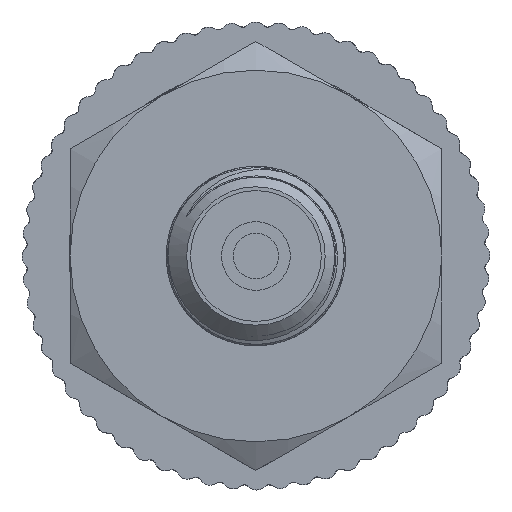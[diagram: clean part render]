
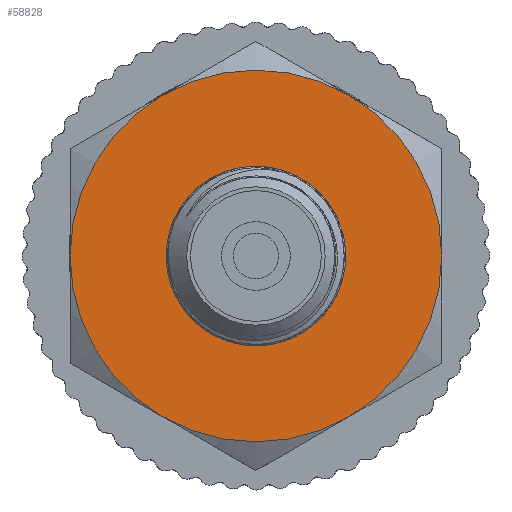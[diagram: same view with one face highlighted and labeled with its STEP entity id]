
A CAD part, left-side view. The second image highlights one B-rep face of the part: STEP entity #58828.
In plain terms, the highlighted face is planar.
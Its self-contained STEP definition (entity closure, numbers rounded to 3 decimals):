
#4988=FACE_BOUND('',#15267,.T.);
#7563=PLANE('',#66638);
#11349=FACE_OUTER_BOUND('',#15266,.T.);
#15266=EDGE_LOOP('',(#54684));
#15267=EDGE_LOOP('',(#54685));
#16064=CIRCLE('',#66637,13.5);
#16065=CIRCLE('',#66639,6.5);
#28108=VERTEX_POINT('',#150576);
#28109=VERTEX_POINT('',#150580);
#36971=EDGE_CURVE('',#28108,#28108,#16064,.T.);
#36973=EDGE_CURVE('',#28109,#28109,#16065,.T.);
#54684=ORIENTED_EDGE('',*,*,#36971,.T.);
#54685=ORIENTED_EDGE('',*,*,#36973,.F.);
#58828=ADVANCED_FACE('',(#11349,#4988),#7563,.T.);
#66637=AXIS2_PLACEMENT_3D('',#150577,#84738,#84739);
#66638=AXIS2_PLACEMENT_3D('',#150579,#84741,#84742);
#66639=AXIS2_PLACEMENT_3D('',#150581,#84743,#84744);
#84738=DIRECTION('center_axis',(1.,0.,0.));
#84739=DIRECTION('ref_axis',(0.,0.,-1.));
#84741=DIRECTION('center_axis',(1.,0.,0.));
#84742=DIRECTION('ref_axis',(0.,0.,-1.));
#84743=DIRECTION('center_axis',(1.,0.,0.));
#84744=DIRECTION('ref_axis',(0.,0.,-1.));
#150576=CARTESIAN_POINT('',(-11.,-13.5,0.));
#150577=CARTESIAN_POINT('Origin',(-11.,0.,0.));
#150579=CARTESIAN_POINT('Origin',(-11.,6.5,0.));
#150580=CARTESIAN_POINT('',(-11.,0.,6.5));
#150581=CARTESIAN_POINT('Origin',(-11.,0.,0.));
